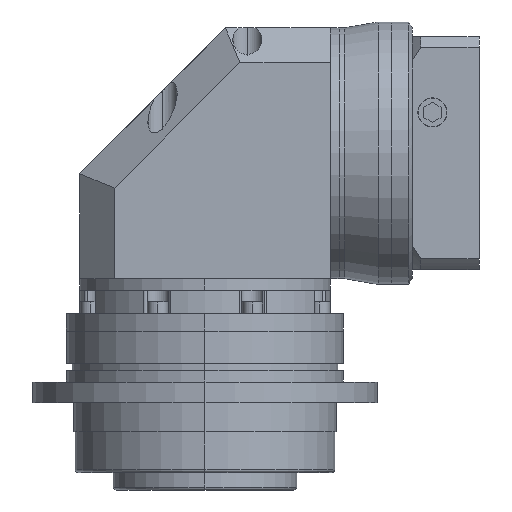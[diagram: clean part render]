
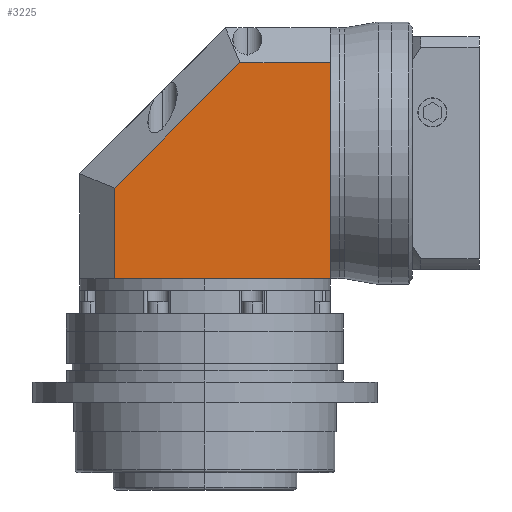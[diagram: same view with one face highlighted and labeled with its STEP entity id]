
A CAD part, left-side view. The second image highlights one B-rep face of the part: STEP entity #3225.
In plain terms, the highlighted planar face has unit normal (-1, 0, 0).
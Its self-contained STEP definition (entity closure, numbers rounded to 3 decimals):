
#334 = AXIS2_PLACEMENT_3D ( 'NONE', #9481, #9410, #9378 ) ;
#641 = CARTESIAN_POINT ( 'NONE',  ( -43., -43., 0. ) ) ;
#729 = DIRECTION ( 'NONE',  ( 0., -1., 0. ) ) ;
#884 = LINE ( 'NONE', #9526, #6814 ) ;
#1644 = ORIENTED_EDGE ( 'NONE', *, *, #3832, .T. ) ;
#2694 = LINE ( 'NONE', #641, #9074 ) ;
#3222 = EDGE_CURVE ( 'NONE', #12323, #7402, #884, .T. ) ;
#3225 = ADVANCED_FACE ( 'NONE', ( #6450 ), #9497, .F. ) ;
#3383 = LINE ( 'NONE', #12700, #10076 ) ;
#3710 = DIRECTION ( 'NONE',  ( 0., 1., 0. ) ) ;
#3784 = LINE ( 'NONE', #13284, #12875 ) ;
#3832 = EDGE_CURVE ( 'NONE', #10004, #8936, #2694, .T. ) ;
#4064 = CARTESIAN_POINT ( 'NONE',  ( -43., -43., 0. ) ) ;
#4124 = EDGE_CURVE ( 'NONE', #7402, #12383, #10686, .T. ) ;
#4486 = EDGE_CURVE ( 'NONE', #9866, #10004, #3784, .T. ) ;
#4719 = EDGE_CURVE ( 'NONE', #7199, #9866, #3383, .T. ) ;
#4815 = VECTOR ( 'NONE', #3710, 1000. ) ;
#5796 = VECTOR ( 'NONE', #14704, 1000. ) ;
#6195 = ORIENTED_EDGE ( 'NONE', *, *, #3222, .F. ) ;
#6450 = FACE_OUTER_BOUND ( 'NONE', #9811, .T. ) ;
#6728 = ORIENTED_EDGE ( 'NONE', *, *, #13197, .T. ) ;
#6814 = VECTOR ( 'NONE', #9560, 1000. ) ;
#6872 = CARTESIAN_POINT ( 'NONE',  ( -43., 31., 0. ) ) ;
#7012 = EDGE_CURVE ( 'NONE', #8936, #12383, #15250, .T. ) ;
#7199 = VERTEX_POINT ( 'NONE', #10240 ) ;
#7402 = VERTEX_POINT ( 'NONE', #9461 ) ;
#7965 = LINE ( 'NONE', #10767, #4815 ) ;
#8936 = VERTEX_POINT ( 'NONE', #10544 ) ;
#9062 = CARTESIAN_POINT ( 'NONE',  ( -43., -43., 74. ) ) ;
#9074 = VECTOR ( 'NONE', #729, 1000. ) ;
#9141 = ORIENTED_EDGE ( 'NONE', *, *, #7012, .T. ) ;
#9378 = DIRECTION ( 'NONE',  ( 0., 0., -1. ) ) ;
#9410 = DIRECTION ( 'NONE',  ( 1., 0., 0. ) ) ;
#9461 = CARTESIAN_POINT ( 'NONE',  ( -43., -43., 43. ) ) ;
#9481 = CARTESIAN_POINT ( 'NONE',  ( -43., -43., 86. ) ) ;
#9497 = PLANE ( 'NONE',  #334 ) ;
#9526 = CARTESIAN_POINT ( 'NONE',  ( -43., -43., 86. ) ) ;
#9560 = DIRECTION ( 'NONE',  ( 0., 0., -1. ) ) ;
#9764 = DIRECTION ( 'NONE',  ( 0., 0., -1. ) ) ;
#9805 = ORIENTED_EDGE ( 'NONE', *, *, #4486, .T. ) ;
#9811 = EDGE_LOOP ( 'NONE', ( #14248, #9805, #1644, #9141, #13208, #6195, #6728 ) ) ;
#9866 = VERTEX_POINT ( 'NONE', #10139 ) ;
#10004 = VERTEX_POINT ( 'NONE', #6872 ) ;
#10076 = VECTOR ( 'NONE', #12909, 1000. ) ;
#10139 = CARTESIAN_POINT ( 'NONE',  ( -43., 31., 31.029 ) ) ;
#10240 = CARTESIAN_POINT ( 'NONE',  ( -43., -11.971, 74. ) ) ;
#10544 = CARTESIAN_POINT ( 'NONE',  ( -43., 0., 0. ) ) ;
#10686 = LINE ( 'NONE', #11740, #13453 ) ;
#10767 = CARTESIAN_POINT ( 'NONE',  ( -43., -43., 74. ) ) ;
#11740 = CARTESIAN_POINT ( 'NONE',  ( -43., -43., 86. ) ) ;
#12323 = VERTEX_POINT ( 'NONE', #9062 ) ;
#12383 = VERTEX_POINT ( 'NONE', #15073 ) ;
#12700 = CARTESIAN_POINT ( 'NONE',  ( -43., 34.515, 27.515 ) ) ;
#12875 = VECTOR ( 'NONE', #13135, 1000. ) ;
#12909 = DIRECTION ( 'NONE',  ( 0., 0.707, -0.707 ) ) ;
#13135 = DIRECTION ( 'NONE',  ( 0., 0., -1. ) ) ;
#13197 = EDGE_CURVE ( 'NONE', #12323, #7199, #7965, .T. ) ;
#13208 = ORIENTED_EDGE ( 'NONE', *, *, #4124, .F. ) ;
#13284 = CARTESIAN_POINT ( 'NONE',  ( -43., 31., 86. ) ) ;
#13453 = VECTOR ( 'NONE', #9764, 1000. ) ;
#14248 = ORIENTED_EDGE ( 'NONE', *, *, #4719, .T. ) ;
#14704 = DIRECTION ( 'NONE',  ( 0., -1., 0. ) ) ;
#15073 = CARTESIAN_POINT ( 'NONE',  ( -43., -43., 0. ) ) ;
#15250 = LINE ( 'NONE', #4064, #5796 ) ;
